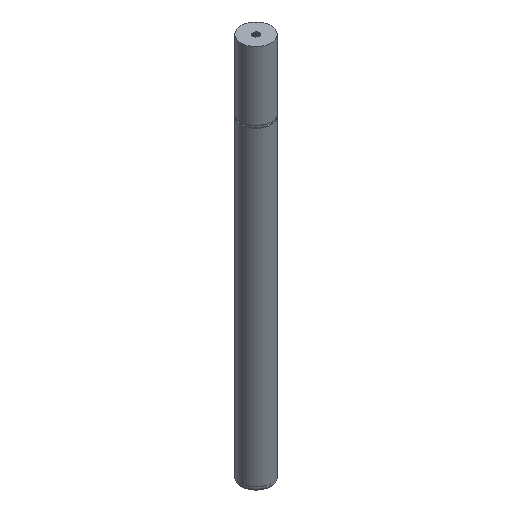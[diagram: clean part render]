
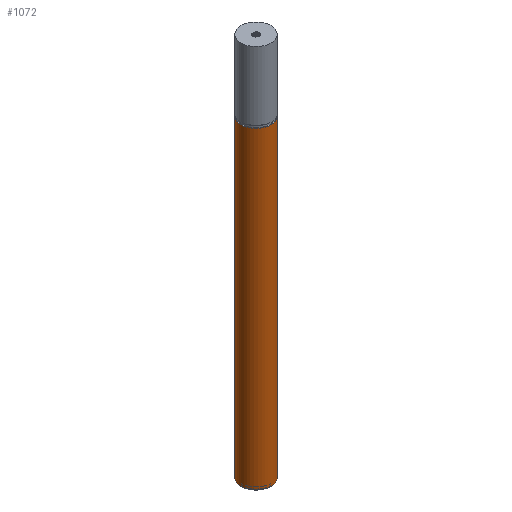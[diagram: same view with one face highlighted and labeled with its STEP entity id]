
A CAD part, isometric view. The second image highlights one B-rep face of the part: STEP entity #1072.
In plain terms, the highlighted cylindrical face has radius 33 mm (diameter 66 mm), a full revolution.
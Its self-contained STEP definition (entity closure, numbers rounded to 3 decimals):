
#94=FACE_OUTER_BOUND('',#164,.T.);
#164=EDGE_LOOP('',(#942,#943,#944,#945));
#190=CIRCLE('',#1164,33.);
#191=CIRCLE('',#1166,33.);
#329=LINE('',#6171,#378);
#378=VECTOR('',#1374,33.);
#481=VERTEX_POINT('',#6166);
#482=VERTEX_POINT('',#6169);
#637=EDGE_CURVE('',#481,#481,#190,.T.);
#638=EDGE_CURVE('',#482,#482,#191,.T.);
#639=EDGE_CURVE('',#482,#481,#329,.T.);
#942=ORIENTED_EDGE('',*,*,#638,.F.);
#943=ORIENTED_EDGE('',*,*,#639,.T.);
#944=ORIENTED_EDGE('',*,*,#637,.T.);
#945=ORIENTED_EDGE('',*,*,#639,.F.);
#1012=CYLINDRICAL_SURFACE('',#1165,33.);
#1072=ADVANCED_FACE('',(#94),#1012,.T.);
#1164=AXIS2_PLACEMENT_3D('',#6167,#1368,#1369);
#1165=AXIS2_PLACEMENT_3D('',#6168,#1370,#1371);
#1166=AXIS2_PLACEMENT_3D('',#6170,#1372,#1373);
#1368=DIRECTION('center_axis',(0.,0.,1.));
#1369=DIRECTION('ref_axis',(1.,0.,0.));
#1370=DIRECTION('center_axis',(0.,0.,1.));
#1371=DIRECTION('ref_axis',(1.,0.,0.));
#1372=DIRECTION('center_axis',(0.,0.,1.));
#1373=DIRECTION('ref_axis',(1.,0.,0.));
#1374=DIRECTION('',(0.,0.,-1.));
#6166=CARTESIAN_POINT('',(-33.,0.,-840.));
#6167=CARTESIAN_POINT('Origin',(0.,0.,-840.));
#6168=CARTESIAN_POINT('Origin',(0.,0.,-497.5));
#6169=CARTESIAN_POINT('',(-33.,0.,-155.));
#6170=CARTESIAN_POINT('Origin',(0.,0.,-155.));
#6171=CARTESIAN_POINT('',(-33.,0.,-497.5));
